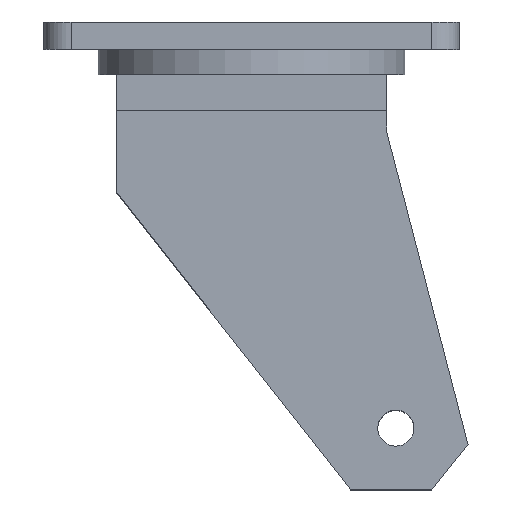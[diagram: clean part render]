
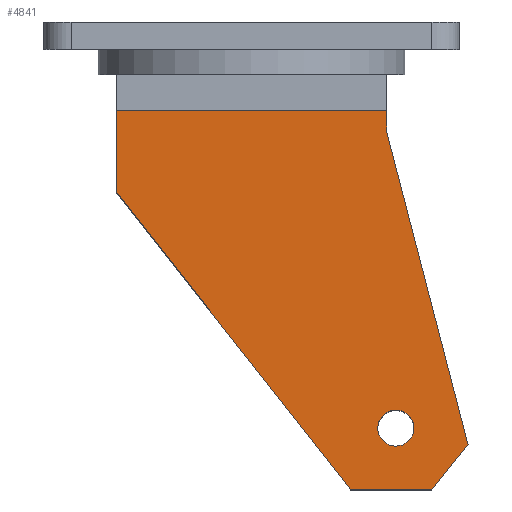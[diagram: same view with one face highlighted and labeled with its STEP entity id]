
A CAD part, top view. The second image highlights one B-rep face of the part: STEP entity #4841.
In plain terms, the highlighted planar face has unit normal (0, 0, 1).
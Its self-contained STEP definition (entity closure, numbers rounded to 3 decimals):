
#69 = ORIENTED_EDGE ( 'NONE', *, *, #143, .T. ) ;
#119 = VECTOR ( 'NONE', #1923, 1000. ) ;
#143 = EDGE_CURVE ( 'NONE', #3756, #1748, #2541, .T. ) ;
#234 = ORIENTED_EDGE ( 'NONE', *, *, #4941, .T. ) ;
#238 = VERTEX_POINT ( 'NONE', #500 ) ;
#262 = VERTEX_POINT ( 'NONE', #5011 ) ;
#278 = ORIENTED_EDGE ( 'NONE', *, *, #4619, .T. ) ;
#295 = AXIS2_PLACEMENT_3D ( 'NONE', #4823, #1114, #328 ) ;
#328 = DIRECTION ( 'NONE',  ( 0., 1., 0. ) ) ;
#420 = CARTESIAN_POINT ( 'NONE',  ( 80., -235., 88.5 ) ) ;
#485 = EDGE_CURVE ( 'NONE', #5180, #686, #2150, .T. ) ;
#500 = CARTESIAN_POINT ( 'NONE',  ( 80., -215., 88.5 ) ) ;
#590 = LINE ( 'NONE', #3510, #3306 ) ;
#686 = VERTEX_POINT ( 'NONE', #3692 ) ;
#687 = CARTESIAN_POINT ( 'NONE',  ( 55., -259., 88.5 ) ) ;
#752 = DIRECTION ( 'NONE',  ( 0., 0., 1. ) ) ;
#1075 = CIRCLE ( 'NONE', #295, 10. ) ;
#1114 = DIRECTION ( 'NONE',  ( 0., 0., 1. ) ) ;
#1226 = FACE_OUTER_BOUND ( 'NONE', #2190, .T. ) ;
#1233 = VECTOR ( 'NONE', #4695, 1000. ) ;
#1255 = CARTESIAN_POINT ( 'NONE',  ( 55., -259., 88.5 ) ) ;
#1286 = CARTESIAN_POINT ( 'NONE',  ( 120., -234., 88.5 ) ) ;
#1366 = DIRECTION ( 'NONE',  ( 0., 1., 0. ) ) ;
#1476 = EDGE_LOOP ( 'NONE', ( #4375, #1962 ) ) ;
#1494 = DIRECTION ( 'NONE',  ( -0.252, 0.968, 0. ) ) ;
#1507 = VECTOR ( 'NONE', #1808, 1000. ) ;
#1510 = ORIENTED_EDGE ( 'NONE', *, *, #485, .T. ) ;
#1653 = CARTESIAN_POINT ( 'NONE',  ( 0., -49., 88.5 ) ) ;
#1748 = VERTEX_POINT ( 'NONE', #1286 ) ;
#1808 = DIRECTION ( 'NONE',  ( 0., -1., 0. ) ) ;
#1818 = AXIS2_PLACEMENT_3D ( 'NONE', #1653, #2569, #1366 ) ;
#1923 = DIRECTION ( 'NONE',  ( 1., 0., 0. ) ) ;
#1962 = ORIENTED_EDGE ( 'NONE', *, *, #4730, .F. ) ;
#1979 = LINE ( 'NONE', #687, #119 ) ;
#2067 = CARTESIAN_POINT ( 'NONE',  ( -75., -49., 88.5 ) ) ;
#2150 = LINE ( 'NONE', #3455, #1507 ) ;
#2190 = EDGE_LOOP ( 'NONE', ( #234, #1510, #4444, #4483, #69, #3038, #278 ) ) ;
#2541 = LINE ( 'NONE', #4719, #3236 ) ;
#2569 = DIRECTION ( 'NONE',  ( 0., 0., 1. ) ) ;
#2630 = EDGE_CURVE ( 'NONE', #1748, #262, #3994, .T. ) ;
#2665 = VECTOR ( 'NONE', #3773, 1000. ) ;
#2685 = VERTEX_POINT ( 'NONE', #1255 ) ;
#2767 = VERTEX_POINT ( 'NONE', #420 ) ;
#2805 = LINE ( 'NONE', #4556, #2665 ) ;
#2979 = CARTESIAN_POINT ( 'NONE',  ( 75., -61., 88.5 ) ) ;
#3038 = ORIENTED_EDGE ( 'NONE', *, *, #2630, .T. ) ;
#3169 = CARTESIAN_POINT ( 'NONE',  ( 80., -225., 88.5 ) ) ;
#3207 = VECTOR ( 'NONE', #1494, 1000. ) ;
#3236 = VECTOR ( 'NONE', #4602, 1000. ) ;
#3306 = VECTOR ( 'NONE', #3425, 1000. ) ;
#3425 = DIRECTION ( 'NONE',  ( 0.619, -0.785, 0. ) ) ;
#3455 = CARTESIAN_POINT ( 'NONE',  ( -75., -49., 88.5 ) ) ;
#3510 = CARTESIAN_POINT ( 'NONE',  ( -75., -94., 88.5 ) ) ;
#3516 = EDGE_CURVE ( 'NONE', #2767, #238, #1075, .T. ) ;
#3559 = EDGE_CURVE ( 'NONE', #2685, #3756, #1979, .T. ) ;
#3682 = FACE_BOUND ( 'NONE', #1476, .T. ) ;
#3692 = CARTESIAN_POINT ( 'NONE',  ( -75., -94., 88.5 ) ) ;
#3756 = VERTEX_POINT ( 'NONE', #4435 ) ;
#3773 = DIRECTION ( 'NONE',  ( -1., 0., 0. ) ) ;
#3994 = LINE ( 'NONE', #4051, #3207 ) ;
#4051 = CARTESIAN_POINT ( 'NONE',  ( 120., -234., 88.5 ) ) ;
#4348 = LINE ( 'NONE', #2979, #1233 ) ;
#4375 = ORIENTED_EDGE ( 'NONE', *, *, #3516, .F. ) ;
#4435 = CARTESIAN_POINT ( 'NONE',  ( 100., -259., 88.5 ) ) ;
#4444 = ORIENTED_EDGE ( 'NONE', *, *, #4677, .T. ) ;
#4483 = ORIENTED_EDGE ( 'NONE', *, *, #3559, .T. ) ;
#4536 = PLANE ( 'NONE',  #1818 ) ;
#4556 = CARTESIAN_POINT ( 'NONE',  ( 75., -49., 88.5 ) ) ;
#4602 = DIRECTION ( 'NONE',  ( 0.625, 0.781, 0. ) ) ;
#4619 = EDGE_CURVE ( 'NONE', #262, #4690, #4348, .T. ) ;
#4677 = EDGE_CURVE ( 'NONE', #686, #2685, #590, .T. ) ;
#4690 = VERTEX_POINT ( 'NONE', #5205 ) ;
#4695 = DIRECTION ( 'NONE',  ( 0., 1., 0. ) ) ;
#4719 = CARTESIAN_POINT ( 'NONE',  ( 100., -259., 88.5 ) ) ;
#4730 = EDGE_CURVE ( 'NONE', #238, #2767, #5212, .T. ) ;
#4823 = CARTESIAN_POINT ( 'NONE',  ( 80., -225., 88.5 ) ) ;
#4841 = ADVANCED_FACE ( 'NONE', ( #1226, #3682 ), #4536, .T. ) ;
#4941 = EDGE_CURVE ( 'NONE', #4690, #5180, #2805, .T. ) ;
#5011 = CARTESIAN_POINT ( 'NONE',  ( 75., -61., 88.5 ) ) ;
#5180 = VERTEX_POINT ( 'NONE', #2067 ) ;
#5205 = CARTESIAN_POINT ( 'NONE',  ( 75., -49., 88.5 ) ) ;
#5212 = CIRCLE ( 'NONE', #5295, 10. ) ;
#5237 = DIRECTION ( 'NONE',  ( 0., 1., 0. ) ) ;
#5295 = AXIS2_PLACEMENT_3D ( 'NONE', #3169, #752, #5237 ) ;
